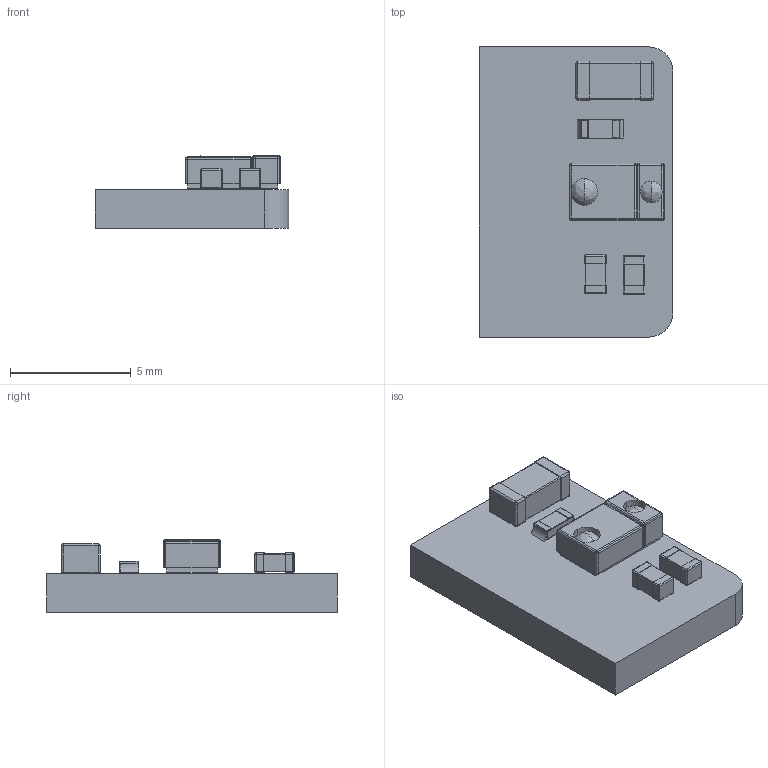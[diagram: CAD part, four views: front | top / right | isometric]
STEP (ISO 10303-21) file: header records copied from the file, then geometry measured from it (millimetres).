
FILE_DESCRIPTION(('KiCad electronic assembly'),'2;1');
FILE_NAME('Inkplate_COOL_2_APDS_9960_3D.step','2023-07-08T21:08:27',( 'Pcbnew'),('Kicad'),'Open CASCADE STEP processor 7.6', 'KiCad to STEP converter','Unknown');
FILE_SCHEMA(('AUTOMOTIVE_DESIGN { 1 0 10303 214 1 1 1 1 }'));
Length unit declared in the file: millimetre
Products named in the file (10): Inkplate_COOL_2_APDS_9960_3D 1; 0603R; SOLID; 0603C; COMPOUND; APDS-9960; 1206C; APDS9960 Adapter PCB
Assembly tree (10 placements, depth 3):
  Inkplate_COOL_2_APDS_9960_3D 1
    0603R
      SOLID
    0603C  x2
      COMPOUND
    APDS-9960
      COMPOUND
    1206C
      COMPOUND
    APDS9960 Adapter PCB
Bounding box: 8 x 12 x 3 mm (x, y, z)
Volume: 173.2 mm3; surface area: 364.4 mm2
Topology: 21 solids, 21 shells, 327 faces, 743 edges, 426 vertices
Faces by surface type: bspline 319, plane 6, cylinder 2
Entity records: 15641 total; most frequent: CARTESIAN_POINT 6909, B_SPLINE_CURVE_WITH_KNOTS 1501, ORIENTED_EDGE 1230, PCURVE 1230, DEFINITIONAL_REPRESENTATION 1230, EDGE_CURVE 615, SURFACE_CURVE 615, VERTEX_POINT 370
